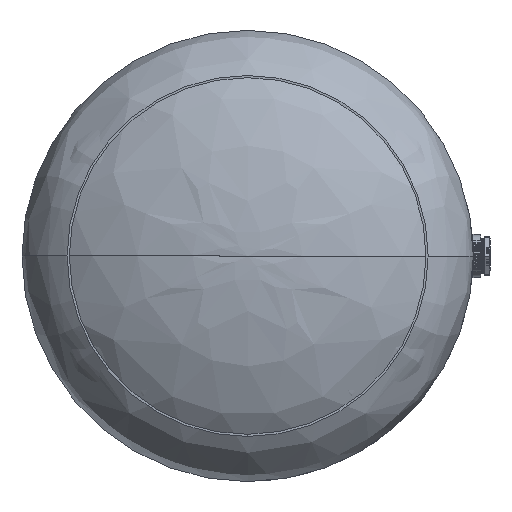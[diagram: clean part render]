
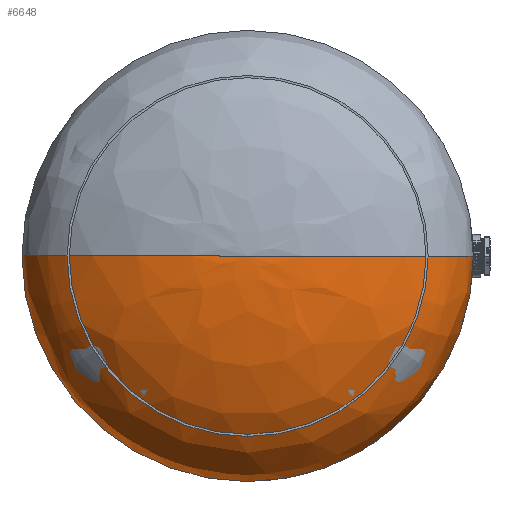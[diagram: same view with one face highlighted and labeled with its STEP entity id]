
A CAD part, left-side view. The second image highlights one B-rep face of the part: STEP entity #6648.
In plain terms, the highlighted free-form (B-spline) face has degree [3, 3] with [4, 4] control points.
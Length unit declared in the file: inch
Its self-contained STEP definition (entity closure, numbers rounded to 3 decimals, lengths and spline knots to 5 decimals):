
#37 = CARTESIAN_POINT ( 'NONE',  ( 0., 8.375, 0. ) ) ;
#99 = CARTESIAN_POINT ( 'NONE',  ( -15., 0.788, 30. ) ) ;
#215 = ORIENTED_EDGE ( 'NONE', *, *, #5922, .F. ) ;
#534 = CARTESIAN_POINT ( 'NONE',  ( 15., 0.788, 0. ) ) ;
#586 = ORIENTED_EDGE ( 'NONE', *, *, #8949, .T. ) ;
#839 = FACE_OUTER_BOUND ( 'NONE', #9094, .T. ) ;
#1086 = CARTESIAN_POINT ( 'NONE',  ( -15., 5.23236, 0. ) ) ;
#2088 = CARTESIAN_POINT ( 'NONE',  ( -15., 0.788, 0. ) ) ;
#2170 =( BOUNDED_SURFACE ( )  B_SPLINE_SURFACE ( 3, 3, ( 
 ( #37, #5608, #8540, #12255 ),
 ( #4624, #8413, #11321, #12193 ),
 ( #1086, #9407, #6602, #3821 ),
 ( #6667, #99, #5738, #9538 ) ),
 .UNSPECIFIED., .F., .F., .F. ) 
 B_SPLINE_SURFACE_WITH_KNOTS ( ( 4, 4 ),
 ( 4, 4 ),
 ( 0., 1. ),
 ( 0., 1. ),
 .UNSPECIFIED. ) 
 GEOMETRIC_REPRESENTATION_ITEM ( )  RATIONAL_B_SPLINE_SURFACE ( (
 ( 1., 0.333, 0.333, 1.),
 ( 0.805, 0.268, 0.268, 0.805),
 ( 0.805, 0.268, 0.268, 0.805),
 ( 1., 0.333, 0.333, 1.) ) ) 
 REPRESENTATION_ITEM ( '' )  SURFACE ( )  );
#2189 = CARTESIAN_POINT ( 'NONE',  ( -15., 0.788, 0. ) ) ;
#2478 = CARTESIAN_POINT ( 'NONE',  ( 0., 0.788, 0. ) ) ;
#2788 = EDGE_CURVE ( 'NONE', #6311, #3234, #4161, .T. ) ;
#3234 = VERTEX_POINT ( 'NONE', #2189 ) ;
#3440 = CARTESIAN_POINT ( 'NONE',  ( 15., 5.23236, 0. ) ) ;
#3487 = AXIS2_PLACEMENT_3D ( 'NONE', #2478, #4331, #8124 ) ;
#3821 = CARTESIAN_POINT ( 'NONE',  ( 15., 5.23236, 0. ) ) ;
#4161 =( BOUNDED_CURVE ( )  B_SPLINE_CURVE ( 3, ( #6117, #7919, #10601, #2088 ),
 .UNSPECIFIED., .F., .F. ) 
 B_SPLINE_CURVE_WITH_KNOTS ( ( 4, 4 ),
 ( 4.71239, 6.28319 ),
 .UNSPECIFIED. ) 
 CURVE ( )  GEOMETRIC_REPRESENTATION_ITEM ( )  RATIONAL_B_SPLINE_CURVE ( ( 1., 0.805, 0.805, 1. ) ) 
 REPRESENTATION_ITEM ( '' )  );
#4331 = DIRECTION ( 'NONE',  ( 0., 1., 0. ) ) ;
#4624 = CARTESIAN_POINT ( 'NONE',  ( -8.7868, 8.375, 0. ) ) ;
#5608 = CARTESIAN_POINT ( 'NONE',  ( 0., 8.375, 0. ) ) ;
#5738 = CARTESIAN_POINT ( 'NONE',  ( 15., 0.788, 30. ) ) ;
#5922 = EDGE_CURVE ( 'NONE', #6311, #6488, #11769, .T. ) ;
#6117 = CARTESIAN_POINT ( 'NONE',  ( 0., 8.375, 0. ) ) ;
#6311 = VERTEX_POINT ( 'NONE', #8357 ) ;
#6488 = VERTEX_POINT ( 'NONE', #534 ) ;
#6602 = CARTESIAN_POINT ( 'NONE',  ( 15., 5.23236, 30. ) ) ;
#6648 = ADVANCED_FACE ( 'NONE', ( #839 ), #2170, .T. ) ;
#6667 = CARTESIAN_POINT ( 'NONE',  ( -15., 0.788, 0. ) ) ;
#6791 = ORIENTED_EDGE ( 'NONE', *, *, #2788, .T. ) ;
#7919 = CARTESIAN_POINT ( 'NONE',  ( -8.7868, 8.375, 0. ) ) ;
#8124 = DIRECTION ( 'NONE',  ( -1., 0., 0. ) ) ;
#8224 = CARTESIAN_POINT ( 'NONE',  ( 0., 8.375, 0. ) ) ;
#8357 = CARTESIAN_POINT ( 'NONE',  ( 0., 8.375, 0. ) ) ;
#8413 = CARTESIAN_POINT ( 'NONE',  ( -8.7868, 8.375, 17.57359 ) ) ;
#8540 = CARTESIAN_POINT ( 'NONE',  ( 0., 8.375, 0. ) ) ;
#8949 = EDGE_CURVE ( 'NONE', #3234, #6488, #11804, .T. ) ;
#9094 = EDGE_LOOP ( 'NONE', ( #215, #6791, #586 ) ) ;
#9407 = CARTESIAN_POINT ( 'NONE',  ( -15., 5.23236, 30. ) ) ;
#9538 = CARTESIAN_POINT ( 'NONE',  ( 15., 0.788, 0. ) ) ;
#10601 = CARTESIAN_POINT ( 'NONE',  ( -15., 5.23236, 0. ) ) ;
#11321 = CARTESIAN_POINT ( 'NONE',  ( 8.7868, 8.375, 17.57359 ) ) ;
#11769 =( BOUNDED_CURVE ( )  B_SPLINE_CURVE ( 3, ( #8224, #11931, #3440, #11993 ),
 .UNSPECIFIED., .F., .T. ) 
 B_SPLINE_CURVE_WITH_KNOTS ( ( 4, 4 ),
 ( 4.71239, 6.28319 ),
 .UNSPECIFIED. ) 
 CURVE ( )  GEOMETRIC_REPRESENTATION_ITEM ( )  RATIONAL_B_SPLINE_CURVE ( ( 1., 0.805, 0.805, 1. ) ) 
 REPRESENTATION_ITEM ( '' )  );
#11804 = CIRCLE ( 'NONE', #3487, 15. ) ;
#11931 = CARTESIAN_POINT ( 'NONE',  ( 8.7868, 8.375, 0. ) ) ;
#11993 = CARTESIAN_POINT ( 'NONE',  ( 15., 0.788, 0. ) ) ;
#12193 = CARTESIAN_POINT ( 'NONE',  ( 8.7868, 8.375, 0. ) ) ;
#12255 = CARTESIAN_POINT ( 'NONE',  ( 0., 8.375, 0. ) ) ;
